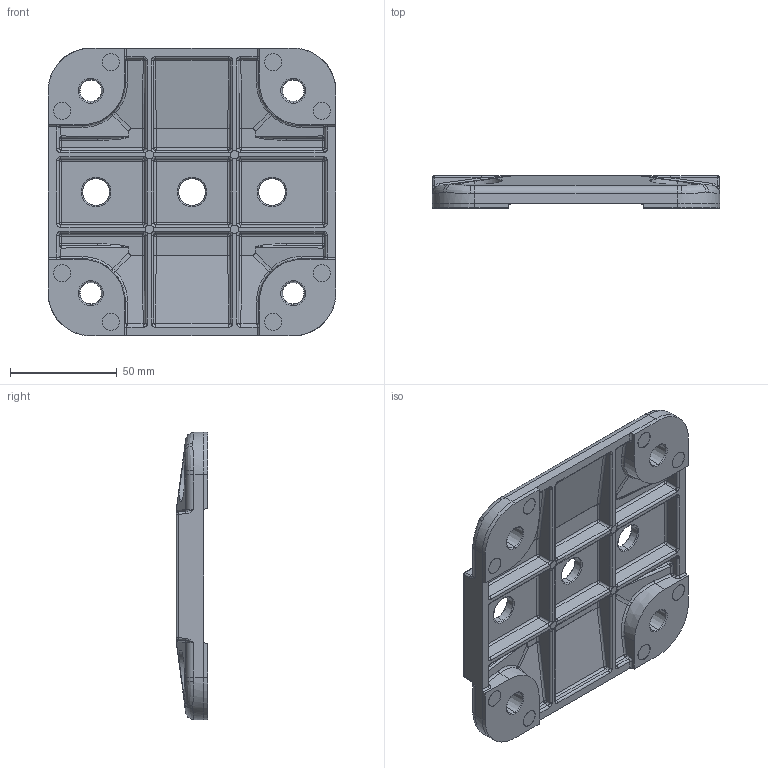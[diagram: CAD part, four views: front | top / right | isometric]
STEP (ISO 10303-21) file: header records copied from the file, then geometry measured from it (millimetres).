
FILE_DESCRIPTION (( 'STEP AP214' ), '1' );
FILE_NAME ('new products098G4560X135A.step', '2017-09-26T11:29:36', ( '' ), ( '' ), 'SwSTEP 2.0', 'SolidWorks 2017', '' );
FILE_SCHEMA (( 'AUTOMOTIVE_DESIGN' ));
Length unit declared in the file: millimetre
Products named in the file (1): new products098G4560X135A
Bounding box: 135 x 15 x 135 mm (x, y, z)
Volume: 131629.5 mm3; surface area: 49851.3 mm2
Topology: 1 solids, 1 shells, 602 faces, 1365 edges, 762 vertices
Faces by surface type: cylinder 228, bspline 145, plane 111, sphere 56, cone 40, torus 22
Entity records: 19663 total; most frequent: CARTESIAN_POINT 7429, ORIENTED_EDGE 2690, DIRECTION 2466, EDGE_CURVE 1345, AXIS2_PLACEMENT_3D 977, VERTEX_POINT 762, EDGE_LOOP 633, FACE_OUTER_BOUND 602
